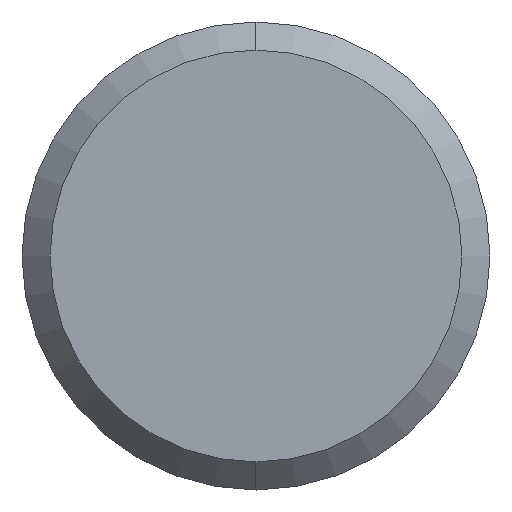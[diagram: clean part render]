
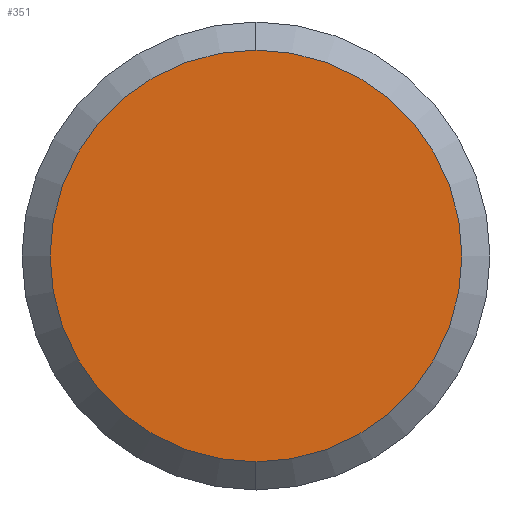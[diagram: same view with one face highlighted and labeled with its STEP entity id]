
A CAD part, left-side view. The second image highlights one B-rep face of the part: STEP entity #351.
In plain terms, the highlighted planar face has unit normal (-1, 0, 0).
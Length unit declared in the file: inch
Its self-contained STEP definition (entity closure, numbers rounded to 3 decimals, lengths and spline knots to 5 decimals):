
#8 = CARTESIAN_POINT ( 'NONE',  ( -2., 0., 0.22 ) ) ;
#11 = ORIENTED_EDGE ( 'NONE', *, *, #24, .F. ) ;
#13 = CIRCLE ( 'NONE', #353, 0.22 ) ;
#17 = EDGE_CURVE ( 'NONE', #242, #222, #13, .T. ) ;
#24 = EDGE_CURVE ( 'NONE', #222, #242, #291, .T. ) ;
#33 = ORIENTED_EDGE ( 'NONE', *, *, #17, .F. ) ;
#110 = DIRECTION ( 'NONE',  ( 0., 0., -1. ) ) ;
#138 = CARTESIAN_POINT ( 'NONE',  ( -2., 0., 0. ) ) ;
#143 = AXIS2_PLACEMENT_3D ( 'NONE', #138, #256, #110 ) ;
#145 = DIRECTION ( 'NONE',  ( -1., 0., 0. ) ) ;
#153 = PLANE ( 'NONE',  #299 ) ;
#176 = DIRECTION ( 'NONE',  ( 0., 0., 1. ) ) ;
#192 = EDGE_LOOP ( 'NONE', ( #33, #11 ) ) ;
#196 = CARTESIAN_POINT ( 'NONE',  ( -2., 0., 0. ) ) ;
#222 = VERTEX_POINT ( 'NONE', #8 ) ;
#241 = FACE_OUTER_BOUND ( 'NONE', #192, .T. ) ;
#242 = VERTEX_POINT ( 'NONE', #317 ) ;
#256 = DIRECTION ( 'NONE',  ( 1., 0., 0. ) ) ;
#291 = CIRCLE ( 'NONE', #143, 0.22 ) ;
#299 = AXIS2_PLACEMENT_3D ( 'NONE', #345, #145, #176 ) ;
#317 = CARTESIAN_POINT ( 'NONE',  ( -2., 0., -0.22 ) ) ;
#337 = DIRECTION ( 'NONE',  ( 0., 0., -1. ) ) ;
#340 = DIRECTION ( 'NONE',  ( 1., 0., 0. ) ) ;
#345 = CARTESIAN_POINT ( 'NONE',  ( -2., 0., 0. ) ) ;
#351 = ADVANCED_FACE ( 'NONE', ( #241 ), #153, .T. ) ;
#353 = AXIS2_PLACEMENT_3D ( 'NONE', #196, #340, #337 ) ;
